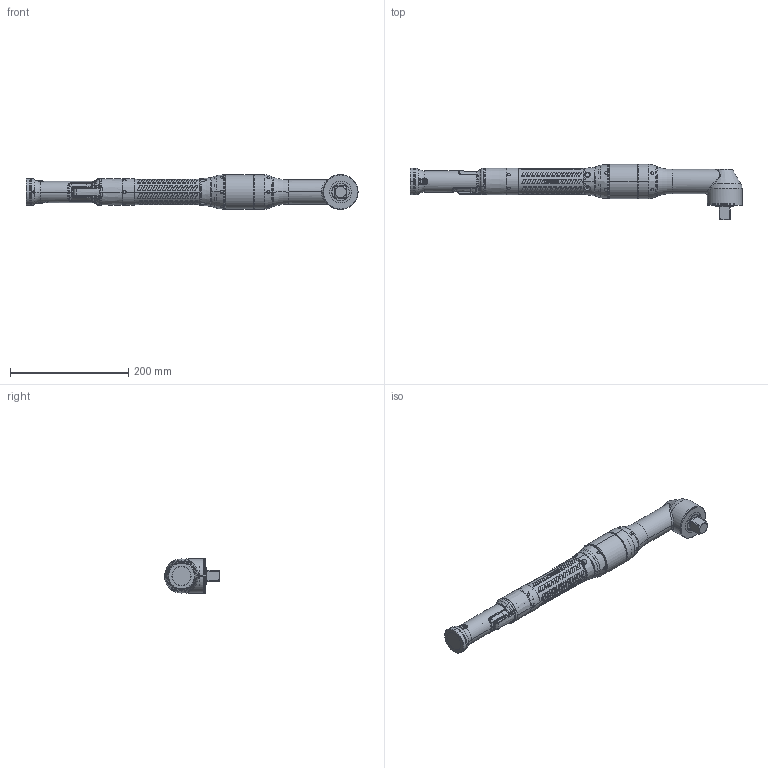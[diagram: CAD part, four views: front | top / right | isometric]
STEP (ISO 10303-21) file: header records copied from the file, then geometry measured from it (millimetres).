
FILE_DESCRIPTION((''),'2;1');
FILE_NAME('50EAN205NA6_SW0001','2017-03-27T',('D0L91'),(''),'CREO PARAMETRIC BY PTC INC, 2016050','CREO PARAMETRIC BY PTC INC, 2016050','');
FILE_SCHEMA(('CONFIG_CONTROL_DESIGN'));
Products named in the file (1): 50EAN205NA6_SW0001
Bounding box: 562.37 x 93.55 x 58.9 mm (x, y, z)
Volume: 378045.5 mm3; surface area: 263113.7 mm2
Topology: 4 solids, 4 shells, 5842 faces, 14807 edges, 8967 vertices
Faces by surface type: bspline 1961, cylinder 1571, plane 1189, extrusion 666, cone 284, torus 157, sphere 14
Entity records: 311458 total; most frequent: CARTESIAN_POINT 189838, ORIENTED_EDGE 29592, DIRECTION 18740, EDGE_CURVE 14796, VERTEX_POINT 8967, B_SPLINE_CURVE_WITH_KNOTS 7581, AXIS2_PLACEMENT_3D 6978, EDGE_LOOP 6093
